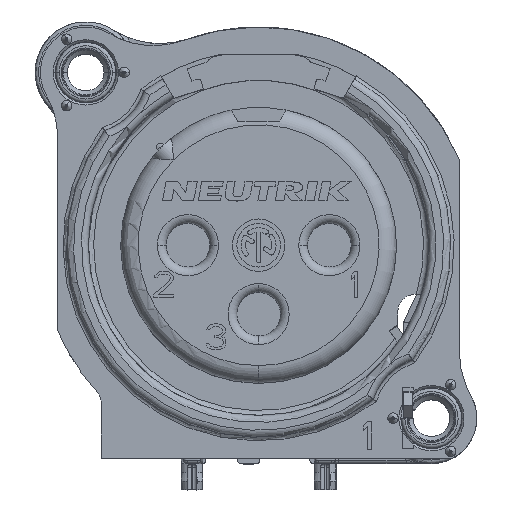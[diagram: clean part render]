
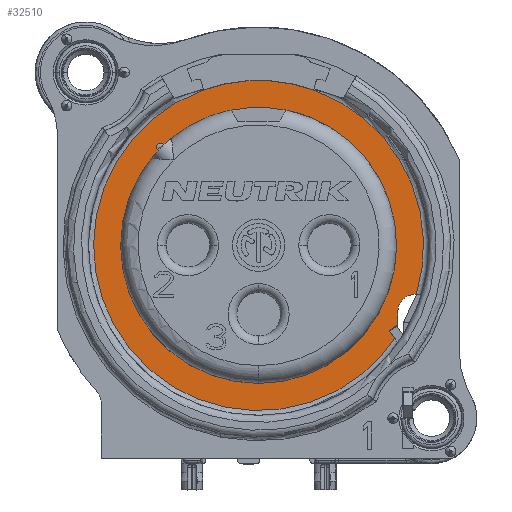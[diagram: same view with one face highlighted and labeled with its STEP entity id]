
A CAD part, top view. The second image highlights one B-rep face of the part: STEP entity #32510.
In plain terms, the highlighted planar face has unit normal (0, 0, 1).
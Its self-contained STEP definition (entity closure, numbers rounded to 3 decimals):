
#434=CARTESIAN_POINT('',(9.028,-2.792,-9.3));
#446=CARTESIAN_POINT('',(0.,0.,-9.3));
#447=DIRECTION('',(0.,0.,1.));
#448=DIRECTION('',(0.955,-0.295,0.));
#449=AXIS2_PLACEMENT_3D('',#446,#447,#448);
#493=CARTESIAN_POINT('',(0.,0.,-9.3));
#494=DIRECTION('',(0.,0.,1.));
#495=DIRECTION('',(-0.346,0.938,0.));
#496=AXIS2_PLACEMENT_3D('',#493,#494,#495);
#3400=CARTESIAN_POINT('',(0.,0.,-9.3));
#3401=DIRECTION('',(0.,0.,-1.));
#3402=DIRECTION('',(1.,0.,0.));
#3403=AXIS2_PLACEMENT_3D('',#3400,#3401,#3402);
#3405=CARTESIAN_POINT('',(0.,0.,-9.3));
#3406=DIRECTION('',(0.,0.,-1.));
#3407=DIRECTION('',(-1.,0.,0.));
#3408=AXIS2_PLACEMENT_3D('',#3405,#3406,#3407);
#3410=CARTESIAN_POINT('',(0.,0.,-9.3));
#3411=DIRECTION('',(0.,0.,1.));
#3412=DIRECTION('',(0.346,0.938,0.));
#3413=AXIS2_PLACEMENT_3D('',#3410,#3411,#3412);
#3415=DIRECTION('',(0.,1.,0.));
#3416=VECTOR('',#3415,1.266);
#3417=CARTESIAN_POINT('',(7.975,-5.069,-9.3));
#3418=LINE('',#3417,#3416);
#3448=DIRECTION('',(1.,0.,0.));
#3449=VECTOR('',#3448,0.059);
#3450=CARTESIAN_POINT('',(8.969,-2.792,-9.3));
#3451=LINE('',#3450,#3449);
#22484=CARTESIAN_POINT('',(7.975,-3.804,-9.3));
#22485=CARTESIAN_POINT('',(7.975,-3.636,-9.3));
#22486=CARTESIAN_POINT('',(8.046,-3.373,-9.3));
#22487=CARTESIAN_POINT('',(8.249,-3.075,-9.3));
#22488=CARTESIAN_POINT('',(8.542,-2.865,-9.3));
#22489=CARTESIAN_POINT('',(8.802,-2.792,-9.3));
#22490=CARTESIAN_POINT('',(8.969,-2.792,-9.3));
#24112=VERTEX_POINT('',#434);
#24407=VERTEX_POINT('',#22484);
#24408=VERTEX_POINT('',#22490);
#24409=CARTESIAN_POINT('',(7.975,-5.069,-9.3));
#24410=VERTEX_POINT('',#24409);
#27493=CARTESIAN_POINT('',(7.9,0.,-9.3));
#27494=CARTESIAN_POINT('',(-7.9,0.,-9.3));
#27495=VERTEX_POINT('',#27493);
#27496=VERTEX_POINT('',#27494);
#27530=CARTESIAN_POINT('',(-3.267,8.867,-9.3));
#27531=VERTEX_POINT('',#27530);
#27532=CARTESIAN_POINT('',(3.267,8.867,-9.3));
#27533=VERTEX_POINT('',#27532);
#32491=CARTESIAN_POINT('',(0.,0.,-9.3));
#32492=DIRECTION('',(0.,0.,1.));
#32493=DIRECTION('',(0.,-1.,0.));
#32494=AXIS2_PLACEMENT_3D('',#32491,#32492,#32493);
#32495=PLANE('',#32494);
#32496=ORIENTED_EDGE('',*,*,#28367,.F.);
#32497=ORIENTED_EDGE('',*,*,#28396,.F.);
#32498=ORIENTED_EDGE('',*,*,#28347,.F.);
#32500=ORIENTED_EDGE('',*,*,#32499,.F.);
#32502=ORIENTED_EDGE('',*,*,#32501,.F.);
#32503=ORIENTED_EDGE('',*,*,#28286,.F.);
#32504=EDGE_LOOP('',(#32496,#32497,#32498,#32500,#32502,#32503));
#32505=FACE_OUTER_BOUND('',#32504,.F.);
#32506=ORIENTED_EDGE('',*,*,#28568,.F.);
#32507=ORIENTED_EDGE('',*,*,#28499,.F.);
#32508=EDGE_LOOP('',(#32506,#32507));
#32509=FACE_BOUND('',#32508,.F.);
#32510=ADVANCED_FACE('',(#32505,#32509),#32495,.T.);
#450=CIRCLE('',#449,9.45);
#497=CIRCLE('',#496,9.45);
#3404=CIRCLE('',#3403,7.9);
#3409=CIRCLE('',#3408,7.9);
#3414=CIRCLE('',#3413,9.45);
#22491=B_SPLINE_CURVE_WITH_KNOTS('',3,(#22484,#22485,#22486,#22487,#22488,
#22489,#22490),.UNSPECIFIED.,.F.,.F.,(4,1,1,1,4),(0.,0.25,0.5,0.75,
1.),.UNSPECIFIED.);
#28286=EDGE_CURVE('',#24410,#24407,#3418,.T.);
#28347=EDGE_CURVE('',#24112,#27533,#450,.T.);
#28367=EDGE_CURVE('',#27531,#24410,#497,.T.);
#28396=EDGE_CURVE('',#27533,#27531,#3414,.T.);
#28499=EDGE_CURVE('',#27496,#27495,#3409,.T.);
#28568=EDGE_CURVE('',#27495,#27496,#3404,.T.);
#32499=EDGE_CURVE('',#24408,#24112,#3451,.T.);
#32501=EDGE_CURVE('',#24407,#24408,#22491,.T.);
